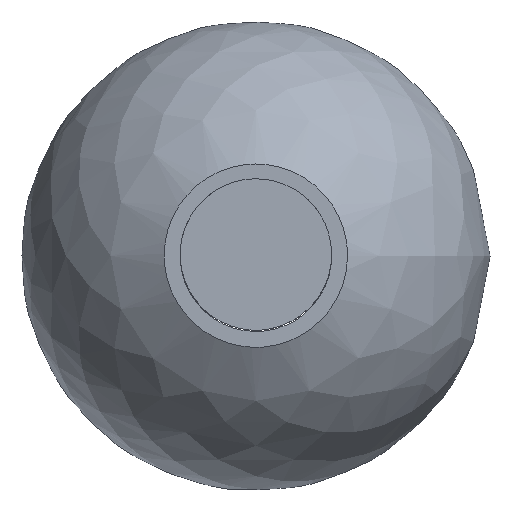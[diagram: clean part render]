
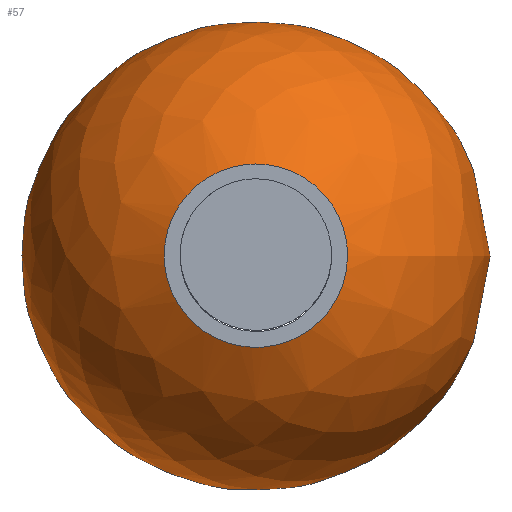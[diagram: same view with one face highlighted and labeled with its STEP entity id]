
A CAD part, top view. The second image highlights one B-rep face of the part: STEP entity #57.
In plain terms, the highlighted free-form (B-spline) face has degree [2, 2] with [9, 5] control points.
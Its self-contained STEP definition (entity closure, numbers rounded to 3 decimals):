
#57=ADVANCED_FACE('',(#70),#181,.T.);
#70=FACE_OUTER_BOUND('',#83,.T.);
#83=EDGE_LOOP('',(#111,#112,#113,#114));
#111=ORIENTED_EDGE('',*,*,#141,.F.);
#112=ORIENTED_EDGE('',*,*,#140,.T.);
#113=ORIENTED_EDGE('',*,*,#141,.T.);
#114=ORIENTED_EDGE('',*,*,#142,.F.);
#140=EDGE_CURVE('',#171,#171,#157,.T.);
#141=EDGE_CURVE('',#171,#172,#158,.T.);
#142=EDGE_CURVE('',#172,#172,#159,.T.);
#157=(
BOUNDED_CURVE()
B_SPLINE_CURVE(2,(#480,#481,#482,#483,#484,#485,#486,#487,#488),
 .UNSPECIFIED.,.T.,.F.)
B_SPLINE_CURVE_WITH_KNOTS((3,2,2,2,3),(0.,278.593,557.186,
835.778,1114.371),.UNSPECIFIED.)
CURVE()
GEOMETRIC_REPRESENTATION_ITEM()
RATIONAL_B_SPLINE_CURVE((1.,0.707,1.,0.707,1.,0.707,
1.,0.707,1.))
REPRESENTATION_ITEM('')
);
#158=(
BOUNDED_CURVE()
B_SPLINE_CURVE(2,(#489,#490,#491,#492,#493),.UNSPECIFIED.,.F.,.F.)
B_SPLINE_CURVE_WITH_KNOTS((3,2,3),(313.759,506.035,698.311),
 .UNSPECIFIED.)
CURVE()
GEOMETRIC_REPRESENTATION_ITEM()
RATIONAL_B_SPLINE_CURVE((1.,0.857,1.,0.857,1.))
REPRESENTATION_ITEM('')
);
#159=(
BOUNDED_CURVE()
B_SPLINE_CURVE(2,(#494,#495,#496,#497,#498,#499,#500,#501,#502),
 .UNSPECIFIED.,.T.,.F.)
B_SPLINE_CURVE_WITH_KNOTS((3,2,2,2,3),(0.,278.593,557.186,
835.778,1114.371),.UNSPECIFIED.)
CURVE()
GEOMETRIC_REPRESENTATION_ITEM()
RATIONAL_B_SPLINE_CURVE((1.,0.707,1.,0.707,1.,0.707,
1.,0.707,1.))
REPRESENTATION_ITEM('')
);
#171=VERTEX_POINT('',#431);
#172=VERTEX_POINT('',#432);
#181=(
BOUNDED_SURFACE()
B_SPLINE_SURFACE(2,2,((#364,#365,#366,#367,#368),(#369,#370,#371,#372,#373),
(#374,#375,#376,#377,#378),(#379,#380,#381,#382,#383),(#384,#385,#386,#387,
#388),(#389,#390,#391,#392,#393),(#394,#395,#396,#397,#398),(#399,#400,
#401,#402,#403),(#404,#405,#406,#407,#408)),.UNSPECIFIED.,.T.,.F.,.F.)
B_SPLINE_SURFACE_WITH_KNOTS((3,2,2,2,3),(3,2,3),(0.,278.593,557.186,
835.778,1114.371),(313.759,506.035,698.311),
 .UNSPECIFIED.)
GEOMETRIC_REPRESENTATION_ITEM()
RATIONAL_B_SPLINE_SURFACE(((1.,0.857,1.,0.857,1.),
(0.707,0.606,0.707,0.606,
0.707),(1.,0.857,1.,0.857,1.),(0.707,
0.606,0.707,0.606,0.707),
(1.,0.857,1.,0.857,1.),(0.707,0.606,
0.707,0.606,0.707),(1.,0.857,
1.,0.857,1.),(0.707,0.606,0.707,
0.606,0.707),(1.,0.857,1.,0.857,
1.)))
REPRESENTATION_ITEM('')
SURFACE()
);
#364=CARTESIAN_POINT('',(69.192,0.,312.048));
#365=CARTESIAN_POINT('',(167.407,0.,270.386));
#366=CARTESIAN_POINT('',(176.535,0.,164.091));
#367=CARTESIAN_POINT('',(185.663,0.,57.796));
#368=CARTESIAN_POINT('',(95.988,0.,0.));
#369=CARTESIAN_POINT('',(69.192,-69.192,312.048));
#370=CARTESIAN_POINT('',(167.407,-167.407,270.386));
#371=CARTESIAN_POINT('',(176.535,-176.535,164.091));
#372=CARTESIAN_POINT('',(185.663,-185.663,57.796));
#373=CARTESIAN_POINT('',(95.988,-95.988,0.));
#374=CARTESIAN_POINT('',(0.,-69.192,312.048));
#375=CARTESIAN_POINT('',(0.,-167.407,270.386));
#376=CARTESIAN_POINT('',(0.,-176.535,164.091));
#377=CARTESIAN_POINT('',(0.,-185.663,57.796));
#378=CARTESIAN_POINT('',(0.,-95.988,0.));
#379=CARTESIAN_POINT('',(-69.192,-69.192,312.048));
#380=CARTESIAN_POINT('',(-167.407,-167.407,270.386));
#381=CARTESIAN_POINT('',(-176.535,-176.535,164.091));
#382=CARTESIAN_POINT('',(-185.663,-185.663,57.796));
#383=CARTESIAN_POINT('',(-95.988,-95.988,0.));
#384=CARTESIAN_POINT('',(-69.192,0.,312.048));
#385=CARTESIAN_POINT('',(-167.407,0.,270.386));
#386=CARTESIAN_POINT('',(-176.535,0.,164.091));
#387=CARTESIAN_POINT('',(-185.663,0.,57.796));
#388=CARTESIAN_POINT('',(-95.988,0.,0.));
#389=CARTESIAN_POINT('',(-69.192,69.192,312.048));
#390=CARTESIAN_POINT('',(-167.407,167.407,270.386));
#391=CARTESIAN_POINT('',(-176.535,176.535,164.091));
#392=CARTESIAN_POINT('',(-185.663,185.663,57.796));
#393=CARTESIAN_POINT('',(-95.988,95.988,0.));
#394=CARTESIAN_POINT('',(0.,69.192,312.048));
#395=CARTESIAN_POINT('',(0.,167.407,270.386));
#396=CARTESIAN_POINT('',(0.,176.535,164.091));
#397=CARTESIAN_POINT('',(0.,185.663,57.796));
#398=CARTESIAN_POINT('',(0.,95.988,0.));
#399=CARTESIAN_POINT('',(69.192,69.192,312.048));
#400=CARTESIAN_POINT('',(167.407,167.407,270.386));
#401=CARTESIAN_POINT('',(176.535,176.535,164.091));
#402=CARTESIAN_POINT('',(185.663,185.663,57.796));
#403=CARTESIAN_POINT('',(95.988,95.988,0.));
#404=CARTESIAN_POINT('',(69.192,0.,312.048));
#405=CARTESIAN_POINT('',(167.407,0.,270.386));
#406=CARTESIAN_POINT('',(176.535,0.,164.091));
#407=CARTESIAN_POINT('',(185.663,0.,57.796));
#408=CARTESIAN_POINT('',(95.988,0.,0.));
#431=CARTESIAN_POINT('',(69.192,0.,312.048));
#432=CARTESIAN_POINT('',(95.988,0.,0.));
#480=CARTESIAN_POINT('',(69.192,0.,312.048));
#481=CARTESIAN_POINT('',(69.192,-69.192,312.048));
#482=CARTESIAN_POINT('',(0.,-69.192,312.048));
#483=CARTESIAN_POINT('',(-69.192,-69.192,312.048));
#484=CARTESIAN_POINT('',(-69.192,0.,312.048));
#485=CARTESIAN_POINT('',(-69.192,69.192,312.048));
#486=CARTESIAN_POINT('',(0.,69.192,312.048));
#487=CARTESIAN_POINT('',(69.192,69.192,312.048));
#488=CARTESIAN_POINT('',(69.192,0.,312.048));
#489=CARTESIAN_POINT('',(69.192,0.,312.048));
#490=CARTESIAN_POINT('',(167.407,0.,270.386));
#491=CARTESIAN_POINT('',(176.535,0.,164.091));
#492=CARTESIAN_POINT('',(185.663,0.,57.796));
#493=CARTESIAN_POINT('',(95.988,0.,0.));
#494=CARTESIAN_POINT('',(95.988,0.,0.));
#495=CARTESIAN_POINT('',(95.988,-95.988,0.));
#496=CARTESIAN_POINT('',(0.,-95.988,0.));
#497=CARTESIAN_POINT('',(-95.988,-95.988,0.));
#498=CARTESIAN_POINT('',(-95.988,0.,0.));
#499=CARTESIAN_POINT('',(-95.988,95.988,0.));
#500=CARTESIAN_POINT('',(0.,95.988,0.));
#501=CARTESIAN_POINT('',(95.988,95.988,0.));
#502=CARTESIAN_POINT('',(95.988,0.,0.));
